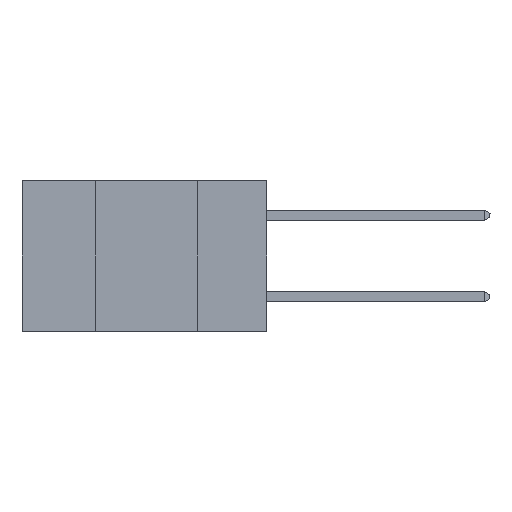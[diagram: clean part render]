
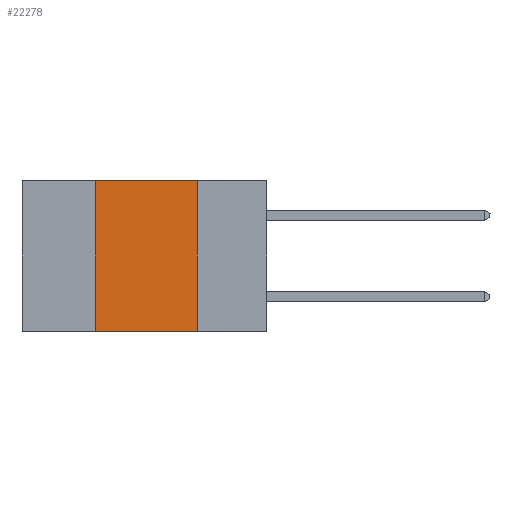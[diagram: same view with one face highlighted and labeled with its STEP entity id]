
A CAD part, left-side view. The second image highlights one B-rep face of the part: STEP entity #22278.
In plain terms, the highlighted planar face has unit normal (-1, 0, 0).
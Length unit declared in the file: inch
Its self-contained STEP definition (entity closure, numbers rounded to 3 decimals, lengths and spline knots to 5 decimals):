
#787 = ORIENTED_EDGE ( 'NONE', *, *, #3130, .F. ) ;
#2554 = CARTESIAN_POINT ( 'NONE',  ( 0., 0.42, 0. ) ) ;
#3130 = EDGE_CURVE ( 'NONE', #14510, #19568, #22689, .T. ) ;
#3494 = AXIS2_PLACEMENT_3D ( 'NONE', #10128, #21488, #10700 ) ;
#4597 = EDGE_LOOP ( 'NONE', ( #787, #11460, #14826, #12156 ) ) ;
#4903 = CARTESIAN_POINT ( 'NONE',  ( 0., 0.17, -0.37 ) ) ;
#5401 = DIRECTION ( 'NONE',  ( 0., -1., 0. ) ) ;
#5748 = VECTOR ( 'NONE', #5401, 39.37008 ) ;
#7190 = CARTESIAN_POINT ( 'NONE',  ( 0., 0.6, 0. ) ) ;
#8297 = DIRECTION ( 'NONE',  ( 0., -1., 0. ) ) ;
#8913 = LINE ( 'NONE', #16886, #20209 ) ;
#9902 = CARTESIAN_POINT ( 'NONE',  ( 0., 0.17, 0. ) ) ;
#10128 = CARTESIAN_POINT ( 'NONE',  ( 0., 0.6, 0. ) ) ;
#10213 = VERTEX_POINT ( 'NONE', #2554 ) ;
#10700 = DIRECTION ( 'NONE',  ( 0., 0., -1. ) ) ;
#10826 = LINE ( 'NONE', #7190, #5748 ) ;
#11222 = VECTOR ( 'NONE', #8297, 39.37008 ) ;
#11460 = ORIENTED_EDGE ( 'NONE', *, *, #21132, .F. ) ;
#12156 = ORIENTED_EDGE ( 'NONE', *, *, #15181, .T. ) ;
#13699 = VECTOR ( 'NONE', #18130, 39.37008 ) ;
#14439 = DIRECTION ( 'NONE',  ( 0., 0., 1. ) ) ;
#14510 = VERTEX_POINT ( 'NONE', #9902 ) ;
#14826 = ORIENTED_EDGE ( 'NONE', *, *, #15844, .F. ) ;
#15180 = CARTESIAN_POINT ( 'NONE',  ( 0., 0.42, -0.37 ) ) ;
#15181 = EDGE_CURVE ( 'NONE', #23188, #19568, #19946, .T. ) ;
#15573 = PLANE ( 'NONE',  #3494 ) ;
#15844 = EDGE_CURVE ( 'NONE', #23188, #10213, #8913, .T. ) ;
#16886 = CARTESIAN_POINT ( 'NONE',  ( 0., 0.42, 0. ) ) ;
#18130 = DIRECTION ( 'NONE',  ( 0., 0., -1. ) ) ;
#19568 = VERTEX_POINT ( 'NONE', #4903 ) ;
#19946 = LINE ( 'NONE', #22603, #11222 ) ;
#20209 = VECTOR ( 'NONE', #14439, 39.37008 ) ;
#20355 = FACE_OUTER_BOUND ( 'NONE', #4597, .T. ) ;
#21132 = EDGE_CURVE ( 'NONE', #10213, #14510, #10826, .T. ) ;
#21488 = DIRECTION ( 'NONE',  ( 1., 0., 0. ) ) ;
#21664 = CARTESIAN_POINT ( 'NONE',  ( 0., 0.17, 0. ) ) ;
#22278 = ADVANCED_FACE ( 'NONE', ( #20355 ), #15573, .F. ) ;
#22603 = CARTESIAN_POINT ( 'NONE',  ( 0., 0.6, -0.37 ) ) ;
#22689 = LINE ( 'NONE', #21664, #13699 ) ;
#23188 = VERTEX_POINT ( 'NONE', #15180 ) ;
